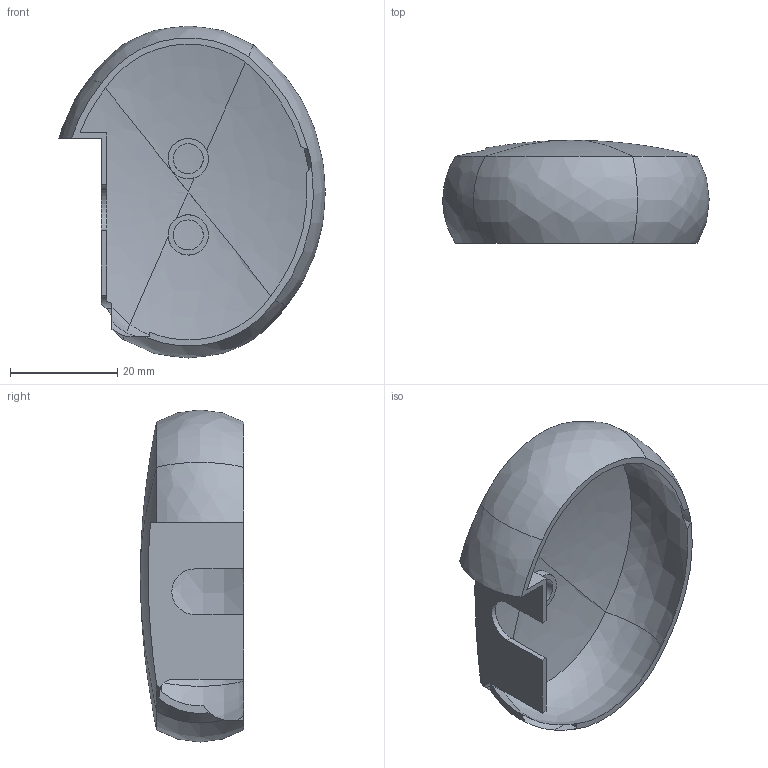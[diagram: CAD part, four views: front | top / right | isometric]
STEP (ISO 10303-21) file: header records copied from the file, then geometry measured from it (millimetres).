
FILE_DESCRIPTION (( 'STEP AP214' ), '1' );
FILE_NAME ('axis3_container_v4.3.STEP', '2019-10-22T12:02:35', ( '' ), ( '' ), 'SwSTEP 2.0', 'SolidWorks 2017', '' );
FILE_SCHEMA (( 'AUTOMOTIVE_DESIGN' ));
Length unit declared in the file: millimetre
Products named in the file (1): axis3_container_v4.3
Bounding box: 49.63 x 19.2 x 61.84 mm (x, y, z)
Volume: 4606.8 mm3; surface area: 9477.3 mm2
Topology: 1 solids, 1 shells, 52 faces, 138 edges, 86 vertices
Faces by surface type: plane 20, bspline 20, cylinder 12
Entity records: 10102 total; most frequent: CARTESIAN_POINT 8975, ORIENTED_EDGE 268, DIRECTION 156, EDGE_CURVE 134, VERTEX_POINT 86, B_SPLINE_CURVE_WITH_KNOTS 68, AXIS2_PLACEMENT_3D 57, EDGE_LOOP 54
